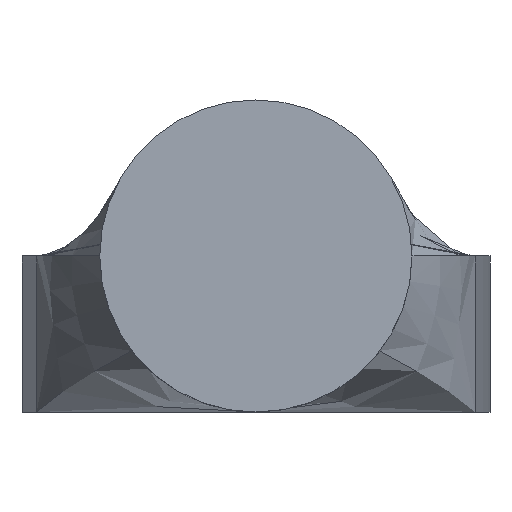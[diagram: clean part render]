
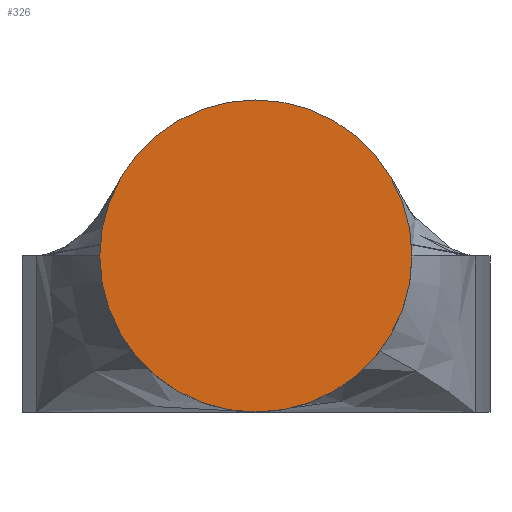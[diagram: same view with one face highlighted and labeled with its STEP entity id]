
A CAD part, front view. The second image highlights one B-rep face of the part: STEP entity #326.
In plain terms, the highlighted planar face has unit normal (0, -1, 0).
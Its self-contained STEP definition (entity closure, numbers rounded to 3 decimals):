
#28 = FACE_OUTER_BOUND ( 'NONE', #138, .T. ) ;
#30 = AXIS2_PLACEMENT_3D ( 'NONE', #167, #265, #627 ) ;
#50 = AXIS2_PLACEMENT_3D ( 'NONE', #504, #420, #520 ) ;
#59 = DIRECTION ( 'NONE',  ( 0., -1., 0. ) ) ;
#138 = EDGE_LOOP ( 'NONE', ( #566, #608 ) ) ;
#167 = CARTESIAN_POINT ( 'NONE',  ( 0., -850., 0. ) ) ;
#173 = VERTEX_POINT ( 'NONE', #600 ) ;
#177 = EDGE_CURVE ( 'NONE', #381, #173, #267, .T. ) ;
#200 = PLANE ( 'NONE',  #30 ) ;
#265 = DIRECTION ( 'NONE',  ( 0., 1., 0. ) ) ;
#267 = CIRCLE ( 'NONE', #388, 4. ) ;
#318 = CARTESIAN_POINT ( 'NONE',  ( 0., -850., 0. ) ) ;
#326 = ADVANCED_FACE ( 'NONE', ( #28 ), #200, .F. ) ;
#381 = VERTEX_POINT ( 'NONE', #508 ) ;
#388 = AXIS2_PLACEMENT_3D ( 'NONE', #318, #59, #476 ) ;
#418 = EDGE_CURVE ( 'NONE', #173, #381, #564, .T. ) ;
#420 = DIRECTION ( 'NONE',  ( 0., -1., 0. ) ) ;
#476 = DIRECTION ( 'NONE',  ( 0., 0., 1. ) ) ;
#504 = CARTESIAN_POINT ( 'NONE',  ( 0., -850., 0. ) ) ;
#508 = CARTESIAN_POINT ( 'NONE',  ( 0., -850., -4. ) ) ;
#520 = DIRECTION ( 'NONE',  ( 0., 0., 1. ) ) ;
#564 = CIRCLE ( 'NONE', #50, 4. ) ;
#566 = ORIENTED_EDGE ( 'NONE', *, *, #418, .T. ) ;
#600 = CARTESIAN_POINT ( 'NONE',  ( 0., -850., 4. ) ) ;
#608 = ORIENTED_EDGE ( 'NONE', *, *, #177, .T. ) ;
#627 = DIRECTION ( 'NONE',  ( 0., 0., 1. ) ) ;
